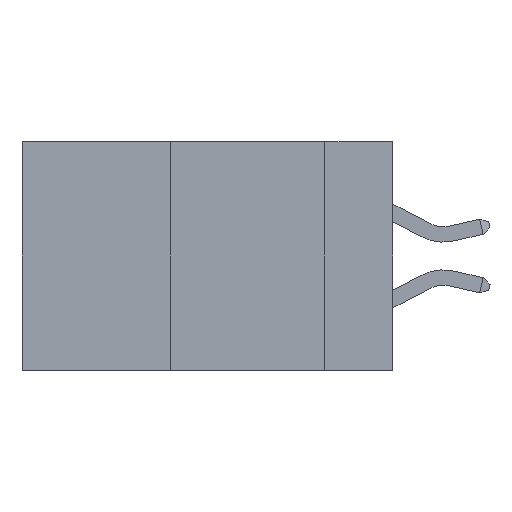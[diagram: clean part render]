
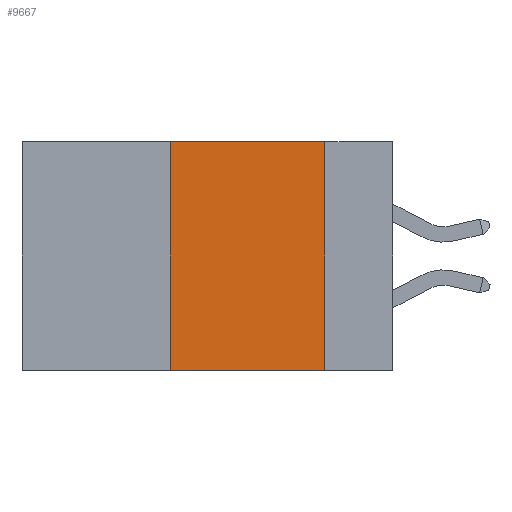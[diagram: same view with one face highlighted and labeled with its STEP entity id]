
A CAD part, left-side view. The second image highlights one B-rep face of the part: STEP entity #9667.
In plain terms, the highlighted planar face has unit normal (-1, 0, 0).
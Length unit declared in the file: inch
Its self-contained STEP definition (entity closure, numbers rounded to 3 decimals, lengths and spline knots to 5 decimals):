
#216 = ORIENTED_EDGE ( 'NONE', *, *, #2019, .F. ) ;
#969 = DIRECTION ( 'NONE',  ( 0., 0., -1. ) ) ;
#1871 = CARTESIAN_POINT ( 'NONE',  ( 0., 0.6, 0. ) ) ;
#1877 = VECTOR ( 'NONE', #3675, 39.37008 ) ;
#2019 = EDGE_CURVE ( 'NONE', #12458, #3440, #10746, .T. ) ;
#2572 = EDGE_LOOP ( 'NONE', ( #216, #4834, #5001, #3116 ) ) ;
#2640 = CARTESIAN_POINT ( 'NONE',  ( 0., 0.36, -0.37 ) ) ;
#2773 = EDGE_CURVE ( 'NONE', #11732, #10840, #9707, .T. ) ;
#3116 = ORIENTED_EDGE ( 'NONE', *, *, #6274, .T. ) ;
#3126 = CARTESIAN_POINT ( 'NONE',  ( 0., 0.11, 0. ) ) ;
#3440 = VERTEX_POINT ( 'NONE', #10836 ) ;
#3675 = DIRECTION ( 'NONE',  ( 0., -1., 0. ) ) ;
#3835 = CARTESIAN_POINT ( 'NONE',  ( 0., 0.6, 0. ) ) ;
#4273 = EDGE_CURVE ( 'NONE', #10840, #12458, #9816, .T. ) ;
#4834 = ORIENTED_EDGE ( 'NONE', *, *, #4273, .F. ) ;
#4861 = DIRECTION ( 'NONE',  ( 1., 0., 0. ) ) ;
#5001 = ORIENTED_EDGE ( 'NONE', *, *, #2773, .F. ) ;
#5770 = CARTESIAN_POINT ( 'NONE',  ( 0., 0.36, 0. ) ) ;
#6274 = EDGE_CURVE ( 'NONE', #11732, #3440, #10220, .T. ) ;
#6886 = DIRECTION ( 'NONE',  ( 0., -1., 0. ) ) ;
#7004 = VECTOR ( 'NONE', #7250, 39.37008 ) ;
#7228 = VECTOR ( 'NONE', #6886, 39.37008 ) ;
#7250 = DIRECTION ( 'NONE',  ( 0., 0., 1. ) ) ;
#8157 = VECTOR ( 'NONE', #969, 39.37008 ) ;
#9667 = ADVANCED_FACE ( 'NONE', ( #11953 ), #9925, .F. ) ;
#9707 = LINE ( 'NONE', #5770, #7004 ) ;
#9816 = LINE ( 'NONE', #1871, #1877 ) ;
#9925 = PLANE ( 'NONE',  #10165 ) ;
#10165 = AXIS2_PLACEMENT_3D ( 'NONE', #3835, #4861, #11760 ) ;
#10220 = LINE ( 'NONE', #12809, #7228 ) ;
#10746 = LINE ( 'NONE', #3126, #8157 ) ;
#10836 = CARTESIAN_POINT ( 'NONE',  ( 0., 0.11, -0.37 ) ) ;
#10840 = VERTEX_POINT ( 'NONE', #11574 ) ;
#10937 = CARTESIAN_POINT ( 'NONE',  ( 0., 0.11, 0. ) ) ;
#11574 = CARTESIAN_POINT ( 'NONE',  ( 0., 0.36, 0. ) ) ;
#11732 = VERTEX_POINT ( 'NONE', #2640 ) ;
#11760 = DIRECTION ( 'NONE',  ( 0., 0., -1. ) ) ;
#11953 = FACE_OUTER_BOUND ( 'NONE', #2572, .T. ) ;
#12458 = VERTEX_POINT ( 'NONE', #10937 ) ;
#12809 = CARTESIAN_POINT ( 'NONE',  ( 0., 0.6, -0.37 ) ) ;
